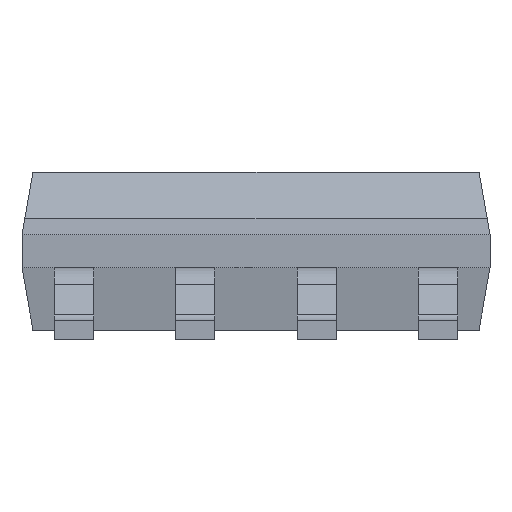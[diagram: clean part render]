
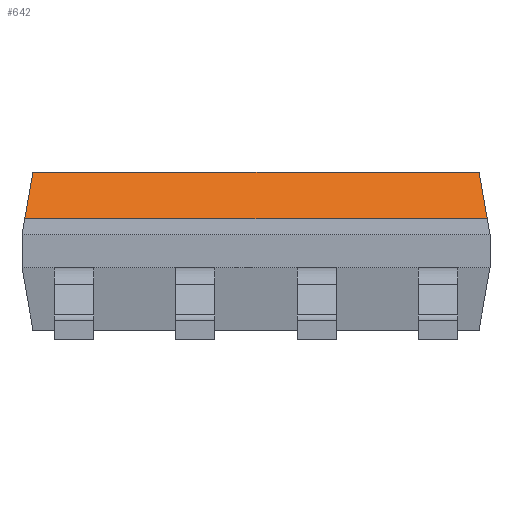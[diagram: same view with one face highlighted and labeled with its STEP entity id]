
A CAD part, front view. The second image highlights one B-rep face of the part: STEP entity #642.
In plain terms, the highlighted planar face has unit normal (0, -0.707, 0.707).
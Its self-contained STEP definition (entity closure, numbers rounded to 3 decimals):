
#69 = CARTESIAN_POINT ( 'NONE',  ( -2.392, -1.759, 1.426 ) ) ;
#267 = DIRECTION ( 'NONE',  ( -1., 0., 0. ) ) ;
#515 = LINE ( 'NONE', #2801, #3609 ) ;
#631 = ORIENTED_EDGE ( 'NONE', *, *, #1487, .F. ) ;
#642 = ADVANCED_FACE ( 'NONE', ( #4645 ), #1839, .F. ) ;
#694 = CARTESIAN_POINT ( 'NONE',  ( 0., -1.435, 1.75 ) ) ;
#829 = ORIENTED_EDGE ( 'NONE', *, *, #4155, .F. ) ;
#851 = CARTESIAN_POINT ( 'NONE',  ( 2.335, -1.435, 1.75 ) ) ;
#855 = VERTEX_POINT ( 'NONE', #2064 ) ;
#881 = EDGE_CURVE ( 'NONE', #3598, #855, #3171, .T. ) ;
#1022 = B_SPLINE_CURVE_WITH_KNOTS ( 'NONE', 3,
 ( #851, #1982, #4789, #4327 ),
 .UNSPECIFIED., .F., .F.,
 ( 4, 4 ),
 ( 0., 1. ),
 .UNSPECIFIED. ) ;
#1187 = CARTESIAN_POINT ( 'NONE',  ( 0., -1.435, 1.75 ) ) ;
#1260 = CARTESIAN_POINT ( 'NONE',  ( -2.421, -1.921, 1.264 ) ) ;
#1401 = CARTESIAN_POINT ( 'NONE',  ( -2.421, -1.921, 1.264 ) ) ;
#1487 = EDGE_CURVE ( 'NONE', #4622, #2538, #515, .T. ) ;
#1526 = EDGE_CURVE ( 'NONE', #2538, #3598, #1685, .T. ) ;
#1685 = B_SPLINE_CURVE_WITH_KNOTS ( 'NONE', 3,
 ( #1260, #69, #2844, #2536 ),
 .UNSPECIFIED., .F., .F.,
 ( 4, 4 ),
 ( 0., 1. ),
 .UNSPECIFIED. ) ;
#1708 = VECTOR ( 'NONE', #2772, 1000. ) ;
#1762 = CARTESIAN_POINT ( 'NONE',  ( 2.421, -1.921, 1.264 ) ) ;
#1839 = PLANE ( 'NONE',  #3456 ) ;
#1982 = CARTESIAN_POINT ( 'NONE',  ( 2.364, -1.597, 1.588 ) ) ;
#2064 = CARTESIAN_POINT ( 'NONE',  ( 2.335, -1.435, 1.75 ) ) ;
#2536 = CARTESIAN_POINT ( 'NONE',  ( -2.335, -1.435, 1.75 ) ) ;
#2538 = VERTEX_POINT ( 'NONE', #1401 ) ;
#2742 = CARTESIAN_POINT ( 'NONE',  ( -2.335, -1.435, 1.75 ) ) ;
#2772 = DIRECTION ( 'NONE',  ( 1., 0., 0. ) ) ;
#2801 = CARTESIAN_POINT ( 'NONE',  ( 0., -1.921, 1.264 ) ) ;
#2844 = CARTESIAN_POINT ( 'NONE',  ( -2.364, -1.597, 1.588 ) ) ;
#3171 = LINE ( 'NONE', #1187, #1708 ) ;
#3191 = ORIENTED_EDGE ( 'NONE', *, *, #881, .F. ) ;
#3456 = AXIS2_PLACEMENT_3D ( 'NONE', #694, #4291, #267 ) ;
#3598 = VERTEX_POINT ( 'NONE', #2742 ) ;
#3609 = VECTOR ( 'NONE', #4819, 1000. ) ;
#4011 = EDGE_LOOP ( 'NONE', ( #5074, #631, #829, #3191 ) ) ;
#4155 = EDGE_CURVE ( 'NONE', #855, #4622, #1022, .T. ) ;
#4291 = DIRECTION ( 'NONE',  ( 0., 0.707, -0.707 ) ) ;
#4327 = CARTESIAN_POINT ( 'NONE',  ( 2.421, -1.921, 1.264 ) ) ;
#4622 = VERTEX_POINT ( 'NONE', #1762 ) ;
#4645 = FACE_OUTER_BOUND ( 'NONE', #4011, .T. ) ;
#4789 = CARTESIAN_POINT ( 'NONE',  ( 2.392, -1.759, 1.426 ) ) ;
#4819 = DIRECTION ( 'NONE',  ( -1., 0., 0. ) ) ;
#5074 = ORIENTED_EDGE ( 'NONE', *, *, #1526, .F. ) ;
